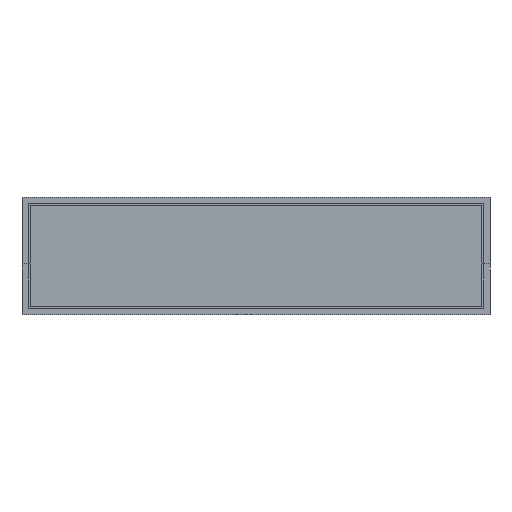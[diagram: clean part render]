
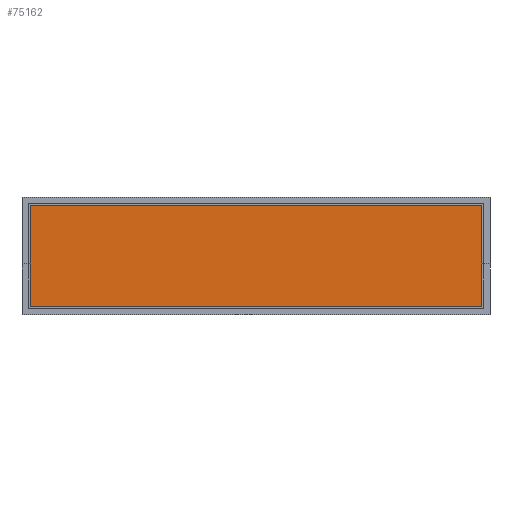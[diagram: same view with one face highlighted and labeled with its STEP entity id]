
A CAD part, top view. The second image highlights one B-rep face of the part: STEP entity #75162.
In plain terms, the highlighted planar face has unit normal (0, 0, 1).
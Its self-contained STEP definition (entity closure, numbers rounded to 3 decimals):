
#74848 = VERTEX_POINT('',#74849);
#74849 = CARTESIAN_POINT('',(0.,2800.,1850.));
#74856 = PLANE('',#74857);
#74857 = AXIS2_PLACEMENT_3D('',#74858,#74859,#74860);
#74858 = CARTESIAN_POINT('',(0.,2800.,1800.));
#74859 = DIRECTION('',(0.,1.,0.));
#74860 = DIRECTION('',(1.,0.,0.));
#74868 = PLANE('',#74869);
#74869 = AXIS2_PLACEMENT_3D('',#74870,#74871,#74872);
#74870 = CARTESIAN_POINT('',(0.,0.,1800.));
#74871 = DIRECTION('',(-1.,0.,0.));
#74872 = DIRECTION('',(0.,1.,0.));
#74880 = EDGE_CURVE('',#74848,#74881,#74883,.T.);
#74881 = VERTEX_POINT('',#74882);
#74882 = CARTESIAN_POINT('',(12540.,2800.,1850.));
#74883 = SURFACE_CURVE('',#74884,(#74888,#74895),.PCURVE_S1.);
#74884 = LINE('',#74885,#74886);
#74885 = CARTESIAN_POINT('',(0.,2800.,1850.));
#74886 = VECTOR('',#74887,1.);
#74887 = DIRECTION('',(1.,0.,0.));
#74888 = PCURVE('',#74856,#74889);
#74889 = DEFINITIONAL_REPRESENTATION('',(#74890),#74894);
#74890 = LINE('',#74891,#74892);
#74891 = CARTESIAN_POINT('',(0.,-50.));
#74892 = VECTOR('',#74893,1.);
#74893 = DIRECTION('',(1.,0.));
#74894 = ( GEOMETRIC_REPRESENTATION_CONTEXT(2) 
PARAMETRIC_REPRESENTATION_CONTEXT() REPRESENTATION_CONTEXT('2D SPACE',''
  ) );
#74895 = PCURVE('',#74896,#74901);
#74896 = PLANE('',#74897);
#74897 = AXIS2_PLACEMENT_3D('',#74898,#74899,#74900);
#74898 = CARTESIAN_POINT('',(6270.,1400.,1850.));
#74899 = DIRECTION('',(-0.,-0.,-1.));
#74900 = DIRECTION('',(-1.,0.,0.));
#74901 = DEFINITIONAL_REPRESENTATION('',(#74902),#74906);
#74902 = LINE('',#74903,#74904);
#74903 = CARTESIAN_POINT('',(6270.,1400.));
#74904 = VECTOR('',#74905,1.);
#74905 = DIRECTION('',(-1.,0.));
#74906 = ( GEOMETRIC_REPRESENTATION_CONTEXT(2) 
PARAMETRIC_REPRESENTATION_CONTEXT() REPRESENTATION_CONTEXT('2D SPACE',''
  ) );
#74924 = PLANE('',#74925);
#74925 = AXIS2_PLACEMENT_3D('',#74926,#74927,#74928);
#74926 = CARTESIAN_POINT('',(12540.,2800.,1800.));
#74927 = DIRECTION('',(1.,0.,-0.));
#74928 = DIRECTION('',(0.,-1.,0.));
#74966 = EDGE_CURVE('',#74881,#74967,#74969,.T.);
#74967 = VERTEX_POINT('',#74968);
#74968 = CARTESIAN_POINT('',(12540.,0.,1850.));
#74969 = SURFACE_CURVE('',#74970,(#74974,#74981),.PCURVE_S1.);
#74970 = LINE('',#74971,#74972);
#74971 = CARTESIAN_POINT('',(12540.,2800.,1850.));
#74972 = VECTOR('',#74973,1.);
#74973 = DIRECTION('',(0.,-1.,0.));
#74974 = PCURVE('',#74924,#74975);
#74975 = DEFINITIONAL_REPRESENTATION('',(#74976),#74980);
#74976 = LINE('',#74977,#74978);
#74977 = CARTESIAN_POINT('',(0.,-50.));
#74978 = VECTOR('',#74979,1.);
#74979 = DIRECTION('',(1.,0.));
#74980 = ( GEOMETRIC_REPRESENTATION_CONTEXT(2) 
PARAMETRIC_REPRESENTATION_CONTEXT() REPRESENTATION_CONTEXT('2D SPACE',''
  ) );
#74981 = PCURVE('',#74896,#74982);
#74982 = DEFINITIONAL_REPRESENTATION('',(#74983),#74987);
#74983 = LINE('',#74984,#74985);
#74984 = CARTESIAN_POINT('',(-6270.,1400.));
#74985 = VECTOR('',#74986,1.);
#74986 = DIRECTION('',(0.,-1.));
#74987 = ( GEOMETRIC_REPRESENTATION_CONTEXT(2) 
PARAMETRIC_REPRESENTATION_CONTEXT() REPRESENTATION_CONTEXT('2D SPACE',''
  ) );
#75005 = PLANE('',#75006);
#75006 = AXIS2_PLACEMENT_3D('',#75007,#75008,#75009);
#75007 = CARTESIAN_POINT('',(12540.,0.,1800.));
#75008 = DIRECTION('',(0.,-1.,0.));
#75009 = DIRECTION('',(-1.,0.,0.));
#75042 = EDGE_CURVE('',#74967,#75043,#75045,.T.);
#75043 = VERTEX_POINT('',#75044);
#75044 = CARTESIAN_POINT('',(0.,0.,1850.));
#75045 = SURFACE_CURVE('',#75046,(#75050,#75057),.PCURVE_S1.);
#75046 = LINE('',#75047,#75048);
#75047 = CARTESIAN_POINT('',(12540.,0.,1850.));
#75048 = VECTOR('',#75049,1.);
#75049 = DIRECTION('',(-1.,0.,0.));
#75050 = PCURVE('',#75005,#75051);
#75051 = DEFINITIONAL_REPRESENTATION('',(#75052),#75056);
#75052 = LINE('',#75053,#75054);
#75053 = CARTESIAN_POINT('',(0.,-50.));
#75054 = VECTOR('',#75055,1.);
#75055 = DIRECTION('',(1.,0.));
#75056 = ( GEOMETRIC_REPRESENTATION_CONTEXT(2) 
PARAMETRIC_REPRESENTATION_CONTEXT() REPRESENTATION_CONTEXT('2D SPACE',''
  ) );
#75057 = PCURVE('',#74896,#75058);
#75058 = DEFINITIONAL_REPRESENTATION('',(#75059),#75063);
#75059 = LINE('',#75060,#75061);
#75060 = CARTESIAN_POINT('',(-6270.,-1400.));
#75061 = VECTOR('',#75062,1.);
#75062 = DIRECTION('',(1.,0.));
#75063 = ( GEOMETRIC_REPRESENTATION_CONTEXT(2) 
PARAMETRIC_REPRESENTATION_CONTEXT() REPRESENTATION_CONTEXT('2D SPACE',''
  ) );
#75113 = EDGE_CURVE('',#75043,#74848,#75114,.T.);
#75114 = SURFACE_CURVE('',#75115,(#75119,#75126),.PCURVE_S1.);
#75115 = LINE('',#75116,#75117);
#75116 = CARTESIAN_POINT('',(0.,0.,1850.));
#75117 = VECTOR('',#75118,1.);
#75118 = DIRECTION('',(0.,1.,0.));
#75119 = PCURVE('',#74868,#75120);
#75120 = DEFINITIONAL_REPRESENTATION('',(#75121),#75125);
#75121 = LINE('',#75122,#75123);
#75122 = CARTESIAN_POINT('',(0.,-50.));
#75123 = VECTOR('',#75124,1.);
#75124 = DIRECTION('',(1.,0.));
#75125 = ( GEOMETRIC_REPRESENTATION_CONTEXT(2) 
PARAMETRIC_REPRESENTATION_CONTEXT() REPRESENTATION_CONTEXT('2D SPACE',''
  ) );
#75126 = PCURVE('',#74896,#75127);
#75127 = DEFINITIONAL_REPRESENTATION('',(#75128),#75132);
#75128 = LINE('',#75129,#75130);
#75129 = CARTESIAN_POINT('',(6270.,-1400.));
#75130 = VECTOR('',#75131,1.);
#75131 = DIRECTION('',(0.,1.));
#75132 = ( GEOMETRIC_REPRESENTATION_CONTEXT(2) 
PARAMETRIC_REPRESENTATION_CONTEXT() REPRESENTATION_CONTEXT('2D SPACE',''
  ) );
#75162 = ADVANCED_FACE('',(#75163),#74896,.F.);
#75163 = FACE_BOUND('',#75164,.F.);
#75164 = EDGE_LOOP('',(#75165,#75166,#75167,#75168));
#75165 = ORIENTED_EDGE('',*,*,#74880,.T.);
#75166 = ORIENTED_EDGE('',*,*,#74966,.T.);
#75167 = ORIENTED_EDGE('',*,*,#75042,.T.);
#75168 = ORIENTED_EDGE('',*,*,#75113,.T.);
